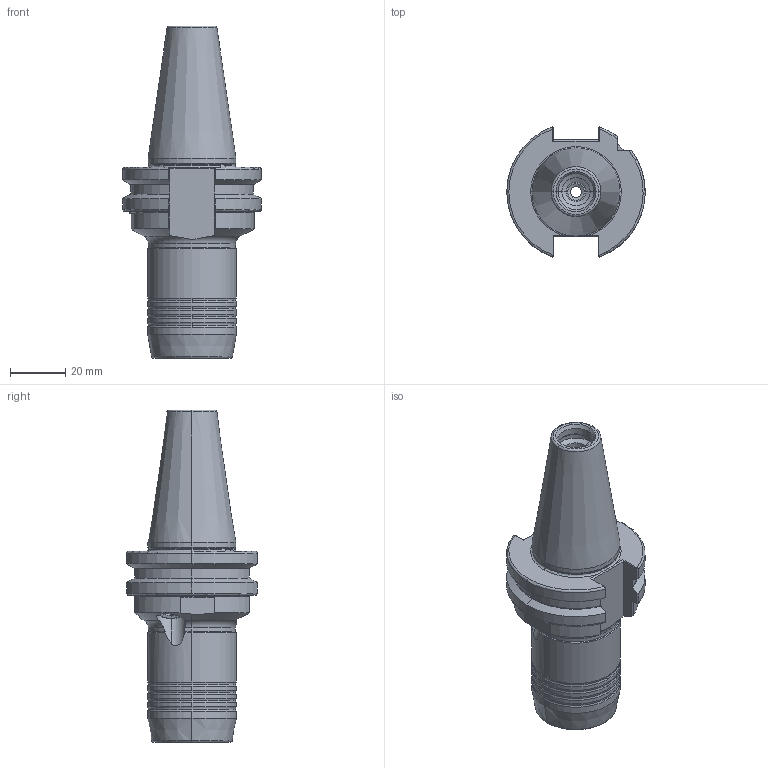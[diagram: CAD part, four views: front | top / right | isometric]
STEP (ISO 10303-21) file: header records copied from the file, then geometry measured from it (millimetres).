
FILE_DESCRIPTION (( 'STEP AP214' ), '1' );
FILE_NAME ('77.301.012 x=72_step.STEP', '2020-09-22T05:47:03', ( '' ), ( '' ), 'SwSTEP 2.0', 'SolidWorks 2018', '' );
FILE_SCHEMA (( 'AUTOMOTIVE_DESIGN' ));
Length unit declared in the file: millimetre
Products named in the file (1): 77.301.012 x=72_step
Bounding box: 49.95 x 46.97 x 119.8 mm (x, y, z)
Volume: 88030.3 mm3; surface area: 32239.9 mm2
Topology: 9 solids, 9 shells, 443 faces, 1043 edges, 626 vertices
Faces by surface type: cylinder 133, plane 110, cone 100, torus 82, bspline 14, sphere 4
Entity records: 21481 total; most frequent: CARTESIAN_POINT 6368, DIRECTION 2237, ORIENTED_EDGE 2060, EDGE_CURVE 1030, AXIS2_PLACEMENT_3D 939, VERTEX_POINT 623, CIRCLE 509, EDGE_LOOP 477
